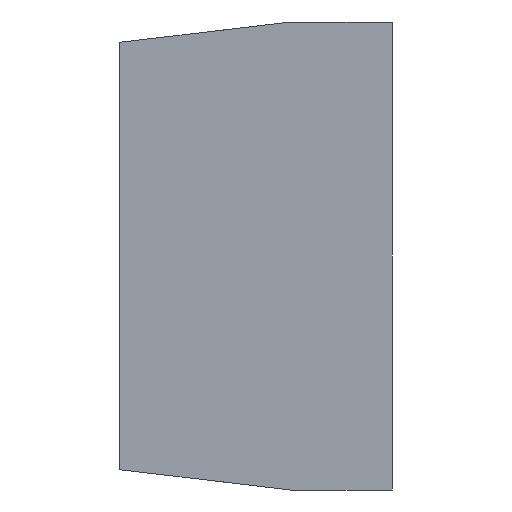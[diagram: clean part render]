
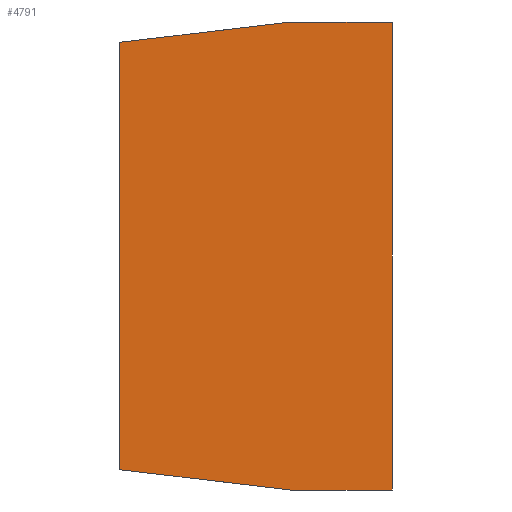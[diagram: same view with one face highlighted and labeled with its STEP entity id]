
A CAD part, left-side view. The second image highlights one B-rep face of the part: STEP entity #4791.
In plain terms, the highlighted planar face has unit normal (-1, 0, 0).
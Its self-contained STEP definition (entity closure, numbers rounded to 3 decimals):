
#1474 = EDGE_LOOP ( 'NONE', ( #3755, #3756, #3754, #3757, #3759, #3760 ) ) ;
#2793 = LINE ( 'NONE', #2794, #2991 ) ;
#2794 = CARTESIAN_POINT ( 'NONE',  ( -22.5, 13.4, 11.5 ) ) ;
#2795 = DIRECTION ( 'NONE',  ( 0., -1., 0. ) ) ;
#2802 = LINE ( 'NONE', #2803, #2994 ) ;
#2803 = CARTESIAN_POINT ( 'NONE',  ( -22.5, 0., -11.5 ) ) ;
#2804 = DIRECTION ( 'NONE',  ( 0., 0., 1. ) ) ;
#2821 = LINE ( 'NONE', #2822, #2999 ) ;
#2822 = CARTESIAN_POINT ( 'NONE',  ( -22.5, 13.283, -10.514 ) ) ;
#2823 = DIRECTION ( 'NONE',  ( 0., 0.993, 0.118 ) ) ;
#2843 = LINE ( 'NONE', #2844, #3005 ) ;
#2844 = CARTESIAN_POINT ( 'NONE',  ( -22.5, 15.982, 10.193 ) ) ;
#2845 = DIRECTION ( 'NONE',  ( 0., -0.993, 0.118 ) ) ;
#2857 = LINE ( 'NONE', #2858, #3008 ) ;
#2858 = CARTESIAN_POINT ( 'NONE',  ( -22.5, 13.4, -11.5 ) ) ;
#2859 = DIRECTION ( 'NONE',  ( 0., 0., 1. ) ) ;
#2860 = LINE ( 'NONE', #2861, #3009 ) ;
#2861 = CARTESIAN_POINT ( 'NONE',  ( -22.5, 13.4, -11.5 ) ) ;
#2862 = DIRECTION ( 'NONE',  ( 0., -1., 0. ) ) ;
#2991 = VECTOR ( 'NONE', #2795, 1000. ) ;
#2994 = VECTOR ( 'NONE', #2804, 1000. ) ;
#2999 = VECTOR ( 'NONE', #2823, 1000. ) ;
#3005 = VECTOR ( 'NONE', #2845, 1000. ) ;
#3008 = VECTOR ( 'NONE', #2859, 1000. ) ;
#3009 = VECTOR ( 'NONE', #2862, 1000. ) ;
#3246 = FACE_OUTER_BOUND ( 'NONE', #1474, .T. ) ;
#3272 = AXIS2_PLACEMENT_3D ( 'NONE', #5318, #5319, #5320 ) ;
#3425 = VERTEX_POINT ( 'NONE', #4223 ) ;
#3439 = VERTEX_POINT ( 'NONE', #4237 ) ;
#3441 = VERTEX_POINT ( 'NONE', #4239 ) ;
#3442 = VERTEX_POINT ( 'NONE', #4240 ) ;
#3504 = VERTEX_POINT ( 'NONE', #4302 ) ;
#3517 = VERTEX_POINT ( 'NONE', #4315 ) ;
#3754 = ORIENTED_EDGE ( 'NONE', *, *, #5147, .F. ) ;
#3755 = ORIENTED_EDGE ( 'NONE', *, *, #5154, .F. ) ;
#3756 = ORIENTED_EDGE ( 'NONE', *, *, #5158, .F. ) ;
#3757 = ORIENTED_EDGE ( 'NONE', *, *, #5159, .T. ) ;
#3759 = ORIENTED_EDGE ( 'NONE', *, *, #5141, .T. ) ;
#3760 = ORIENTED_EDGE ( 'NONE', *, *, #5138, .F. ) ;
#4223 = CARTESIAN_POINT ( 'NONE',  ( -22.5, 5., 11.5 ) ) ;
#4237 = CARTESIAN_POINT ( 'NONE',  ( -22.5, 0., -11.5 ) ) ;
#4239 = CARTESIAN_POINT ( 'NONE',  ( -22.5, 13.4, 10.5 ) ) ;
#4240 = CARTESIAN_POINT ( 'NONE',  ( -22.5, 13.4, -10.5 ) ) ;
#4302 = CARTESIAN_POINT ( 'NONE',  ( -22.5, 5., -11.5 ) ) ;
#4315 = CARTESIAN_POINT ( 'NONE',  ( -22.5, 0., 11.5 ) ) ;
#4791 = ADVANCED_FACE ( 'NONE', ( #3246 ), #5317, .F. ) ;
#5138 = EDGE_CURVE ( 'NONE', #3425, #3517, #2793, .T. ) ;
#5141 = EDGE_CURVE ( 'NONE', #3439, #3517, #2802, .T. ) ;
#5147 = EDGE_CURVE ( 'NONE', #3504, #3442, #2821, .T. ) ;
#5154 = EDGE_CURVE ( 'NONE', #3441, #3425, #2843, .T. ) ;
#5158 = EDGE_CURVE ( 'NONE', #3442, #3441, #2857, .T. ) ;
#5159 = EDGE_CURVE ( 'NONE', #3504, #3439, #2860, .T. ) ;
#5317 = PLANE ( 'NONE',  #3272 ) ;
#5318 = CARTESIAN_POINT ( 'NONE',  ( -22.5, 13.4, -11.5 ) ) ;
#5319 = DIRECTION ( 'NONE',  ( 1., 0., 0. ) ) ;
#5320 = DIRECTION ( 'NONE',  ( 0., 0., -1. ) ) ;
